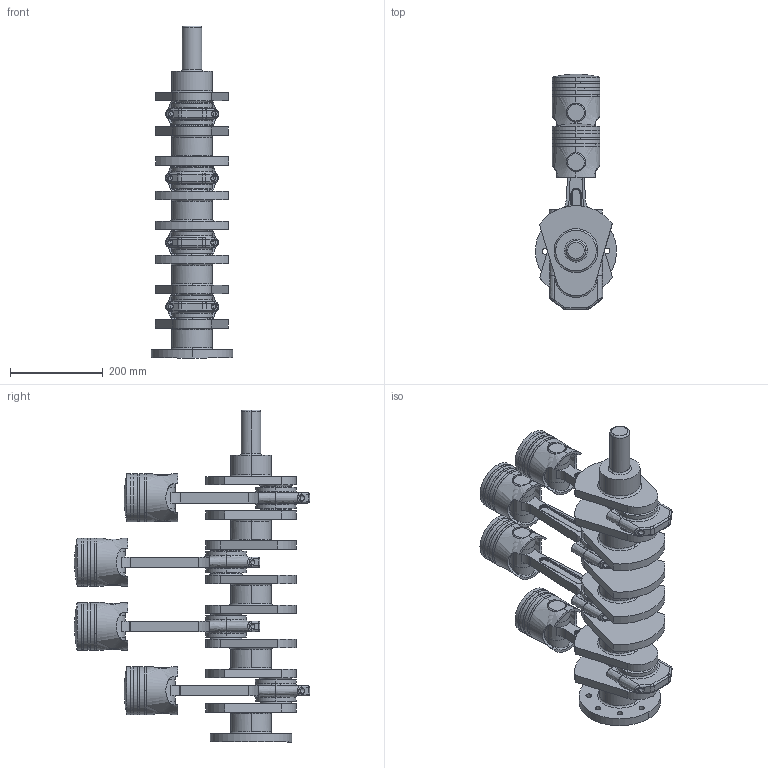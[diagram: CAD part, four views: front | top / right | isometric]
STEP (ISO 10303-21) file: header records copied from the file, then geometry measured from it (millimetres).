
FILE_DESCRIPTION(('FreeCAD Model'),'2;1');
FILE_NAME('Open CASCADE Shape Model','2025-04-25T21:42:06',('FreeCAD'),( 'FreeCAD'),'Open CASCADE STEP processor 7.6','FreeCAD','Unknown');
FILE_SCHEMA(('AUTOMOTIVE_DESIGN { 1 0 10303 214 1 1 1 1 }'));
Length unit declared in the file: millimetre
Products named in the file (1): Open CASCADE STEP translator 7.6 1
Bounding box: 175.34 x 508.06 x 717.22 mm (x, y, z)
Volume: 8970281.7 mm3; surface area: 1358555.6 mm2
Topology: 29 solids, 29 shells, 832 faces, 2024 edges, 1292 vertices
Faces by surface type: bspline 832
Entity records: 29368 total; most frequent: CARTESIAN_POINT 17945, ORIENTED_EDGE 4040, EDGE_CURVE 2020, VERTEX_POINT 1292, FACE_BOUND 974, EDGE_LOOP 974, B_SPLINE_CURVE_WITH_KNOTS 966, ADVANCED_FACE 832
